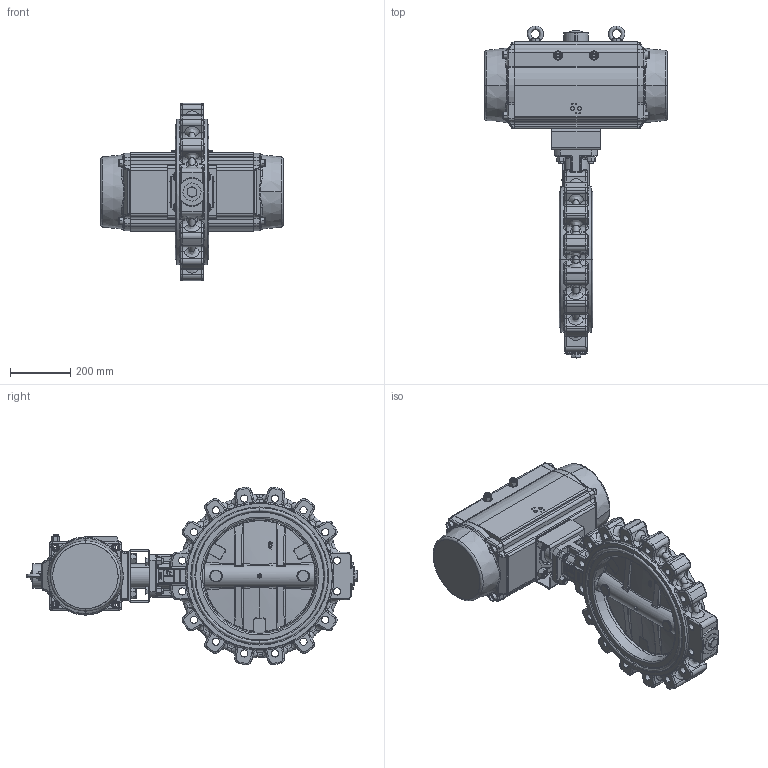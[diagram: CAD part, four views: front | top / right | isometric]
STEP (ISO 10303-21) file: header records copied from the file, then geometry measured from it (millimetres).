
FILE_DESCRIPTION (( 'STEP AP203' ), '1' );
FILE_NAME ('AK02_DN400_GD_pneu..STEP', '2022-11-04T07:40:42', ( '' ), ( '' ), 'SwSTEP 2.0', 'SolidWorks 2021', '' );
FILE_SCHEMA (( 'CONFIG_CONTROL_DESIGN' ));
Length unit declared in the file: metre
Products named in the file (1): AK02_DN400_GD_pneu.
Bounding box: 608 x 1104 x 590.45 mm (x, y, z)
Surface area: 1960821.2 mm2 (no closed solid volume)
Topology: 0 solids, 607 shells, 1841 faces, 6545 edges, 5168 vertices
Faces by surface type: plane 448, cylinder 439, bspline 396, torus 356, cone 152, sphere 50
Entity records: 151311 total; most frequent: CARTESIAN_POINT 100766, DIRECTION 9582, ORIENTED_EDGE 9256, EDGE_CURVE 6444, VERTEX_POINT 5168, AXIS2_PLACEMENT_3D 3873, CIRCLE 2427, B_SPLINE_CURVE_WITH_KNOTS 2117
